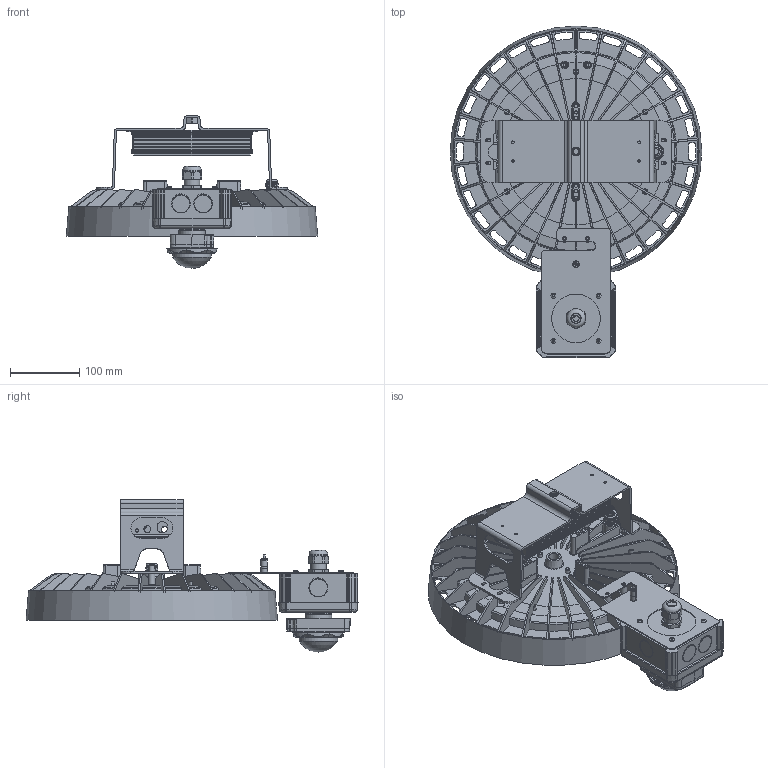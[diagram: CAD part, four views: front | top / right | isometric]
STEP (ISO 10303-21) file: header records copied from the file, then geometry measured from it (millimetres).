
FILE_DESCRIPTION(/* description */ ('This is a sample STEP configuration'),/* implementation_level */ '2;1');
FILE_NAME(/* name */ '157-0214xxxxxxxxx SIMPLE.ipt_Rev_00.stp',/* time_stamp */ '2023-05-02T15:59:11+02:00',/* author */ ('powerJobs'),/* organization */ ('coolOrange'),/* preprocessor_version */ 'ST-DEVELOPER v19.2',/* originating_system */ 'Autodesk Inventor 2023',/* authorisation */ '');
FILE_SCHEMA (('AUTOMOTIVE_DESIGN { 1 0 10303 214 3 1 1 }'));
Length unit declared in the file: millimetre
Products named in the file (1): ENG000028997
Bounding box: 362.1 x 477.85 x 219.81 mm (x, y, z)
Volume: 1671810.3 mm3; surface area: 1107815.1 mm2
Topology: 26 solids, 43 shells, 3640 faces, 9598 edges, 6210 vertices
Faces by surface type: plane 1595, cylinder 1060, cone 456, bspline 414, torus 89, sphere 26
Full cylindrical faces by diameter (mm): 1.65 x1, 2.459 x1, 2.7 x10, 2.9 x8, 3 x5, 3.1 x4, 3.2 x8, 3.4 x1, 3.42 x1, 3.5 x6, 3.6 x4, 3.8 x4, 3.912 x1, 4 x4, 4.2 x6, 4.5 x18, 4.6 x2, 4.75 x1, 5 x2, 5.35 x1, 5.4 x8, 5.5 x18, 7 x4, 7.2 x4, 7.88 x1, 8 x1, 8.5 x4, 9 x16, 9.5 x1, 10 x2
Entity records: 155832 total; most frequent: CARTESIAN_POINT 67341, ORIENTED_EDGE 19162, DIRECTION 17694, EDGE_CURVE 9581, AXIS2_PLACEMENT_3D 6511, VERTEX_POINT 6211, LINE 4672, VECTOR 4672
